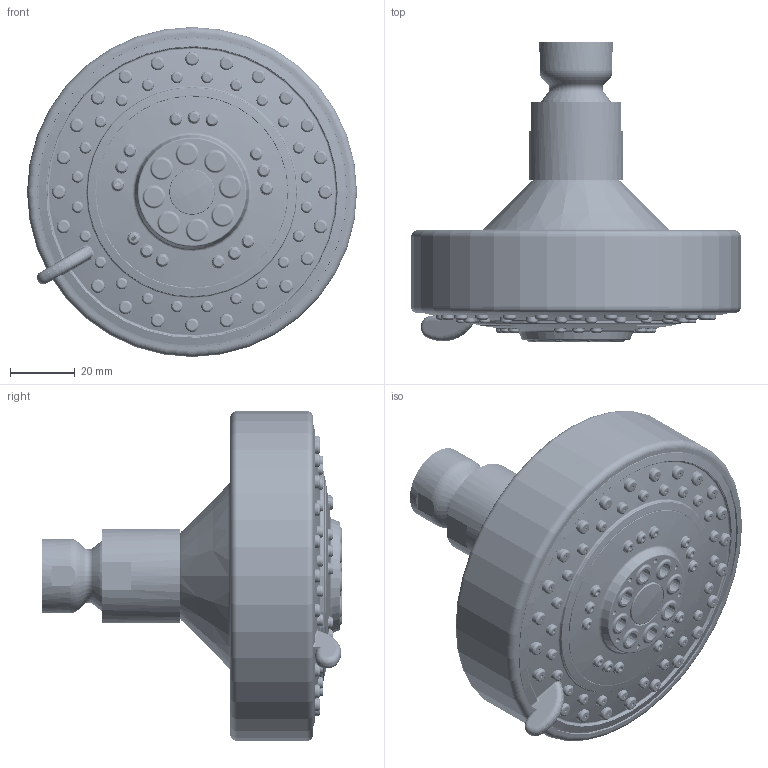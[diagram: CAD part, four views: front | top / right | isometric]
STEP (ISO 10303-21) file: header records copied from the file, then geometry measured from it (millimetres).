
FILE_DESCRIPTION((''),'2;1');
FILE_NAME('2155_ASM','2021-03-17T10:57:07',('rsmith'),(''),'CREO PARAMETRIC BY PTC INC, 2018400','CREO PARAMETRIC BY PTC INC, 2018400','');
FILE_SCHEMA(('AUTOMOTIVE_DESIGN { 1 0 10303 214 1 1 1 1 }'));
Length unit declared in the file: inch
Products named in the file (5): 11375; 8-083; 12113; 80018; 2155_ASM
Assembly tree (4 placements, depth 2):
  2155_ASM
    11375
    8-083
    12113
    80018
Bounding box: 101.6 x 92.3 x 101.6 mm (x, y, z)
Volume: 371521.4 mm3; surface area: 153481.8 mm2
Topology: 29 solids, 29 shells, 3735 faces, 9242 edges, 5785 vertices
Faces by surface type: cylinder 1055, plane 843, cone 751, torus 555, bspline 495, sphere 24, revolution 12
Entity records: 225896 total; most frequent: CARTESIAN_POINT 126252, ORIENTED_EDGE 18476, DIRECTION 16722, EDGE_CURVE 9238, AXIS2_PLACEMENT_3D 6804, VERTEX_POINT 5785, EDGE_LOOP 4525, FACE_OUTER_BOUND 3735
